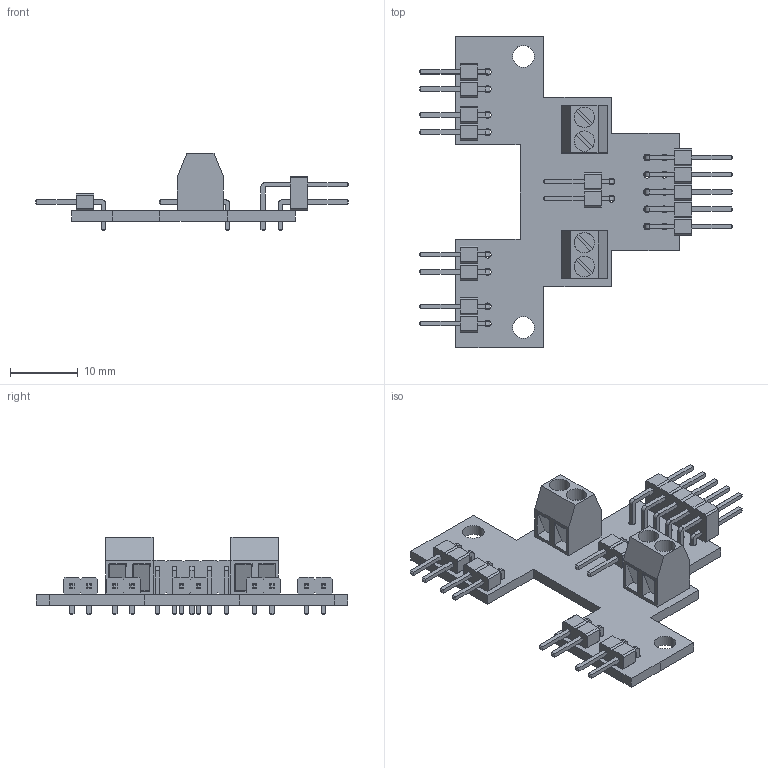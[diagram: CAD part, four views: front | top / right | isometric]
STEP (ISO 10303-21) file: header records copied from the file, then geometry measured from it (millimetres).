
FILE_DESCRIPTION(('FreeCAD Model'),'2;1');
FILE_NAME('con_lid.step','2020-08-06T12:44:19',('Author'),(''), 'Open CASCADE STEP processor 7.3','FreeCAD','Unknown');
FILE_SCHEMA(('AUTOMOTIVE_DESIGN { 1 0 10303 214 1 1 1 1 }'));
Length unit declared in the file: millimetre
Products named in the file (15): con_lid; Board_Geoms_f5b8; Local_CS_f5b8; Pcb_f5b8; PCB_Sketch_f5b8; Step_Models_f5b8; Top_f5b8; T1_PinHeader_1x02_P254mm_Horizontal_5F2B81B9[2]; T2_PinHeader_1x02_P254mm_Horizontal_5F2B824F[2]; T3_PinHeader_1x02_P254mm_Horizontal_5F2B82E5[2]; T4_PinHeader_1x02_P254mm_Horizontal_5F2B8CCA[2]; U1_PinHeader_2x05_P254mm_Horizontal_5F2B5BE4[2]; He_TerminalBlock_SeeedOPL320110028_v2_5F2B8F51; H2_TerminalBlock_SeeedOPL320110028_v2_5F2B8F5B; TAIR1_PinHeader_1x02_P254mm_Horizontal_5F2B8F65[2]
Assembly tree (14 placements, depth 4):
  con_lid
    Board_Geoms_f5b8
      Local_CS_f5b8
      Pcb_f5b8
      PCB_Sketch_f5b8
    Step_Models_f5b8
      Top_f5b8
        T1_PinHeader_1x02_P254mm_Horizontal_5F2B81B9[2]
        T2_PinHeader_1x02_P254mm_Horizontal_5F2B824F[2]
        T3_PinHeader_1x02_P254mm_Horizontal_5F2B82E5[2]
        T4_PinHeader_1x02_P254mm_Horizontal_5F2B8CCA[2]
        U1_PinHeader_2x05_P254mm_Horizontal_5F2B5BE4[2]
        He_TerminalBlock_SeeedOPL320110028_v2_5F2B8F51
        H2_TerminalBlock_SeeedOPL320110028_v2_5F2B8F5B
        TAIR1_PinHeader_1x02_P254mm_Horizontal_5F2B8F65[2]
Bounding box: 46.13 x 46 x 11.47 mm (x, y, z)
Volume: 2492.4 mm3; surface area: 4456.6 mm2
Topology: 21 solids, 21 shells, 689 faces, 1658 edges, 1078 vertices
Faces by surface type: plane 631, cylinder 58
Full cylindrical faces by diameter (mm): 0.8 x4, 1 x20, 1.2 x4, 3 x8, 3.2 x2
Entity records: 24389 total; most frequent: CARTESIAN_POINT 3442, ORIENTED_EDGE 3274, DIRECTION 3200, EDGE_CURVE 1637, LINE 1524, VECTOR 1524, VERTEX_POINT 1038, AXIS2_PLACEMENT_3D 838
